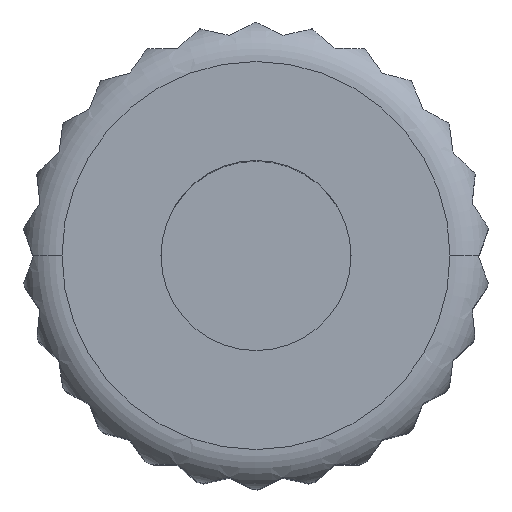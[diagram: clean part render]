
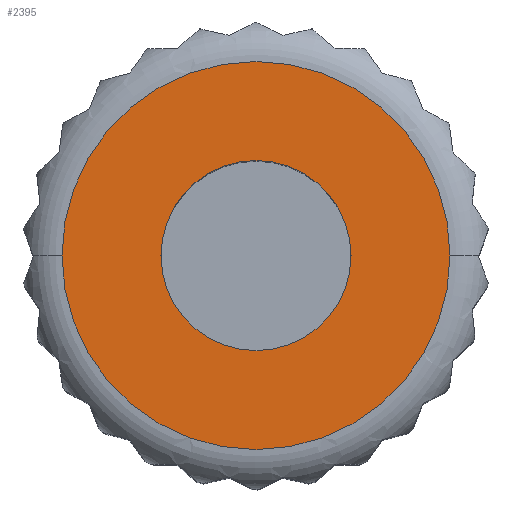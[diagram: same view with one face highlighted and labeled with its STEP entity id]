
A CAD part, top view. The second image highlights one B-rep face of the part: STEP entity #2395.
In plain terms, the highlighted planar face has unit normal (0, 0, 1).
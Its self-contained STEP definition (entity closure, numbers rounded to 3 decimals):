
#41 = CIRCLE ( 'NONE', #2301, 2.45 ) ;
#161 = DIRECTION ( 'NONE',  ( 0., 0., 1. ) ) ;
#378 = EDGE_LOOP ( 'NONE', ( #678, #3106 ) ) ;
#413 = DIRECTION ( 'NONE',  ( 0., 0., 1. ) ) ;
#436 = DIRECTION ( 'NONE',  ( 0., 0., 1. ) ) ;
#437 = FACE_OUTER_BOUND ( 'NONE', #1506, .T. ) ;
#472 = CARTESIAN_POINT ( 'NONE',  ( 0., 0., 9. ) ) ;
#528 = DIRECTION ( 'NONE',  ( 0., 0., 1. ) ) ;
#678 = ORIENTED_EDGE ( 'NONE', *, *, #1186, .F. ) ;
#694 = ORIENTED_EDGE ( 'NONE', *, *, #1857, .T. ) ;
#857 = VERTEX_POINT ( 'NONE', #2109 ) ;
#906 = DIRECTION ( 'NONE',  ( 1., 0., 0. ) ) ;
#924 = DIRECTION ( 'NONE',  ( 1., 0., 0. ) ) ;
#1028 = DIRECTION ( 'NONE',  ( 1., 0., 0. ) ) ;
#1162 = CIRCLE ( 'NONE', #2953, 1.2 ) ;
#1177 = VERTEX_POINT ( 'NONE', #2350 ) ;
#1186 = EDGE_CURVE ( 'NONE', #1177, #857, #2544, .T. ) ;
#1331 = CIRCLE ( 'NONE', #1686, 2.45 ) ;
#1500 = EDGE_CURVE ( 'NONE', #1880, #3076, #1331, .T. ) ;
#1506 = EDGE_LOOP ( 'NONE', ( #694, #1769 ) ) ;
#1629 = AXIS2_PLACEMENT_3D ( 'NONE', #2637, #436, #906 ) ;
#1686 = AXIS2_PLACEMENT_3D ( 'NONE', #472, #2901, #1949 ) ;
#1769 = ORIENTED_EDGE ( 'NONE', *, *, #1500, .T. ) ;
#1857 = EDGE_CURVE ( 'NONE', #3076, #1880, #41, .T. ) ;
#1880 = VERTEX_POINT ( 'NONE', #2036 ) ;
#1949 = DIRECTION ( 'NONE',  ( 1., 0., 0. ) ) ;
#2036 = CARTESIAN_POINT ( 'NONE',  ( -2.45, 0., 9. ) ) ;
#2109 = CARTESIAN_POINT ( 'NONE',  ( -1.2, 0., 9. ) ) ;
#2111 = EDGE_CURVE ( 'NONE', #857, #1177, #1162, .T. ) ;
#2129 = AXIS2_PLACEMENT_3D ( 'NONE', #2622, #161, #924 ) ;
#2301 = AXIS2_PLACEMENT_3D ( 'NONE', #2455, #528, #1028 ) ;
#2323 = FACE_BOUND ( 'NONE', #378, .T. ) ;
#2350 = CARTESIAN_POINT ( 'NONE',  ( 1.2, 0., 9. ) ) ;
#2395 = ADVANCED_FACE ( 'NONE', ( #2323, #437 ), #3103, .T. ) ;
#2455 = CARTESIAN_POINT ( 'NONE',  ( 0., 0., 9. ) ) ;
#2487 = CARTESIAN_POINT ( 'NONE',  ( 2.45, 0., 9. ) ) ;
#2544 = CIRCLE ( 'NONE', #1629, 1.2 ) ;
#2622 = CARTESIAN_POINT ( 'NONE',  ( 0., 0., 9. ) ) ;
#2637 = CARTESIAN_POINT ( 'NONE',  ( 0., 0., 9. ) ) ;
#2901 = DIRECTION ( 'NONE',  ( 0., 0., 1. ) ) ;
#2953 = AXIS2_PLACEMENT_3D ( 'NONE', #3160, #413, #3113 ) ;
#3076 = VERTEX_POINT ( 'NONE', #2487 ) ;
#3103 = PLANE ( 'NONE',  #2129 ) ;
#3106 = ORIENTED_EDGE ( 'NONE', *, *, #2111, .F. ) ;
#3113 = DIRECTION ( 'NONE',  ( 1., 0., 0. ) ) ;
#3160 = CARTESIAN_POINT ( 'NONE',  ( 0., 0., 9. ) ) ;
